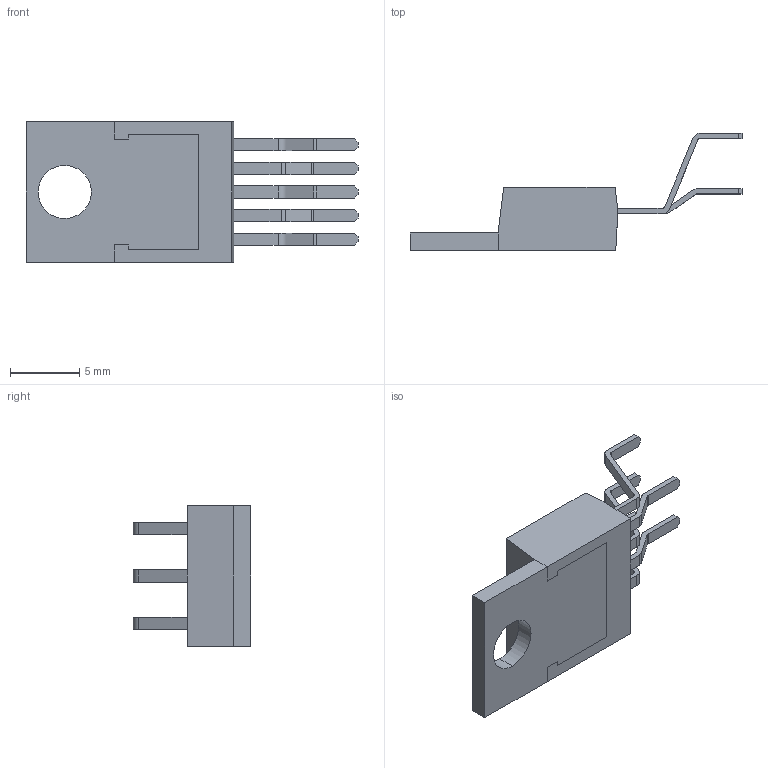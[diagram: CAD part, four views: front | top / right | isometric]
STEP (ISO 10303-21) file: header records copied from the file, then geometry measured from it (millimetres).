
FILE_DESCRIPTION((''),'2;1');
FILE_NAME('T05D_ASM','2011-06-17T',('CKXSSC'),(''),'PRO/ENGINEER BY PARAMETRIC TECHNOLOGY CORPORATION, 2009060','PRO/ENGINEER BY PARAMETRIC TECHNOLOGY CORPORATION, 2009060','');
FILE_SCHEMA(('AUTOMOTIVE_DESIGN_CC2 { 1 2 10303 214 -1 1 5 2 }'));
Length unit declared in the file: inch
Products named in the file (5): T05D_BODY; T05D_HS; T05D_LEAD1; T05D_LEAD2; T05D_ASM
Assembly tree (7 placements, depth 2):
  T05D_ASM
    T05D_BODY
    T05D_HS
    T05D_LEAD1  x3
    T05D_LEAD2  x2
Bounding box: 23.95 x 8.47 x 10.16 mm (x, y, z)
Volume: 477 mm3; surface area: 781.8 mm2
Topology: 7 solids, 7 shells, 117 faces, 304 edges, 202 vertices
Faces by surface type: plane 93, cylinder 24
Entity records: 2820 total; most frequent: CARTESIAN_POINT 377, DIRECTION 364, ORIENTED_EDGE 356, PRESENTATION_STYLE_ASSIGNMENT 182, STYLED_ITEM 182, CURVE_STYLE 178, EDGE_CURVE 178, VECTOR 154
